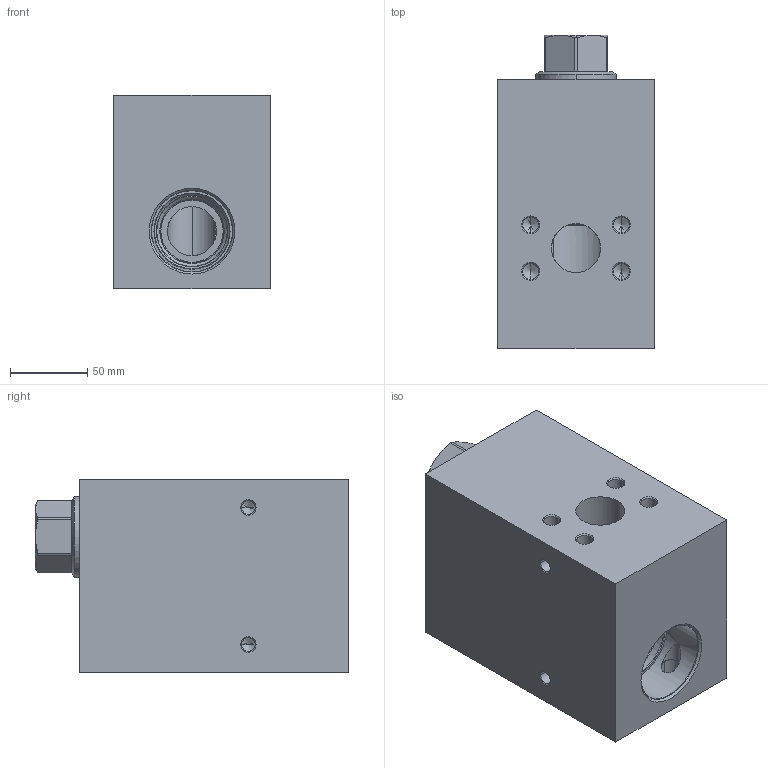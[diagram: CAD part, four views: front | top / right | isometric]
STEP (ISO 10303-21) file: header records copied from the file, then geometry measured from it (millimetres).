
FILE_DESCRIPTION((''),'2;1');
FILE_NAME('K2Q_ASM','2021-09-24T',('ProEService'),(''),'PRO/ENGINEER BY PARAMETRIC TECHNOLOGY CORPORATION, 2014200','PRO/ENGINEER BY PARAMETRIC TECHNOLOGY CORPORATION, 2014200','');
FILE_SCHEMA(('CONFIG_CONTROL_DESIGN'));
Length unit declared in the file: inch
Products named in the file (3): 151-930-001; CXIDXCN; K2Q_ASM
Assembly tree (2 placements, depth 2):
  K2Q_ASM
    151-930-001
    CXIDXCN
Bounding box: 101.6 x 203.2 x 125.43 mm (x, y, z)
Volume: 1890558.9 mm3; surface area: 182128.7 mm2
Topology: 4 solids, 5 shells, 325 faces, 1032 edges, 818 vertices
Faces by surface type: cylinder 134, cone 95, plane 60, torus 26, revolution 8, sphere 2
Entity records: 12783 total; most frequent: CARTESIAN_POINT 3803, DIRECTION 1940, ORIENTED_EDGE 1534, EDGE_CURVE 767, AXIS2_PLACEMENT_3D 699, VECTOR 534, LINE 534, VERTEX_POINT 473
